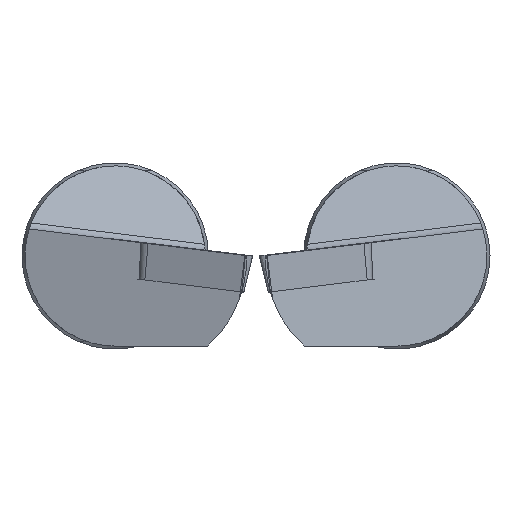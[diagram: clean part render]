
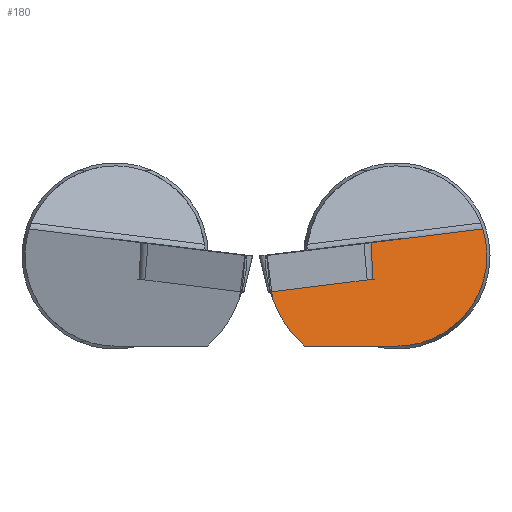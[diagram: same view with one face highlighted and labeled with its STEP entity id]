
A CAD part, left-side view. The second image highlights one B-rep face of the part: STEP entity #180.
In plain terms, the highlighted planar face has unit normal (-0.954, -0.298, 0.037).
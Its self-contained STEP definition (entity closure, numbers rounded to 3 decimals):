
#128=ELLIPSE('',#971,8.104,7.69);
#129=ELLIPSE('',#972,6.081,5.8);
#180=ADVANCED_FACE('',(#272),#239,.F.);
#239=PLANE('',#973);
#272=FACE_OUTER_BOUND('',#316,.T.);
#316=EDGE_LOOP('',(#497,#498,#499,#500,#501));
#392=LINE('',#1304,#438);
#396=LINE('',#1342,#442);
#397=LINE('',#1345,#443);
#438=VECTOR('',#1069,1.);
#442=VECTOR('',#1077,1.);
#443=VECTOR('',#1078,1.);
#497=ORIENTED_EDGE('',*,*,#827,.F.);
#498=ORIENTED_EDGE('',*,*,#828,.F.);
#499=ORIENTED_EDGE('',*,*,#829,.T.);
#500=ORIENTED_EDGE('',*,*,#820,.F.);
#501=ORIENTED_EDGE('',*,*,#830,.F.);
#734=VERTEX_POINT('',#1305);
#735=VERTEX_POINT('',#1306);
#741=VERTEX_POINT('',#1343);
#742=VERTEX_POINT('',#1344);
#743=VERTEX_POINT('',#1346);
#820=EDGE_CURVE('',#734,#735,#392,.T.);
#827=EDGE_CURVE('',#741,#742,#396,.T.);
#828=EDGE_CURVE('',#743,#741,#397,.T.);
#829=EDGE_CURVE('',#743,#735,#128,.T.);
#830=EDGE_CURVE('',#742,#734,#129,.T.);
#971=AXIS2_PLACEMENT_3D('',#1347,#1079,#1080);
#972=AXIS2_PLACEMENT_3D('',#1348,#1081,#1082);
#973=AXIS2_PLACEMENT_3D('',#1349,#1083,#1084);
#1069=DIRECTION('',(-0.299,0.954,0.));
#1077=DIRECTION('',(0.301,-0.947,0.116));
#1078=DIRECTION('',(0.,0.122,0.993));
#1079=DIRECTION('',(-0.954,-0.298,0.037));
#1080=DIRECTION('',(-0.301,0.947,-0.116));
#1081=DIRECTION('',(0.954,0.298,-0.037));
#1082=DIRECTION('',(-0.301,0.947,-0.116));
#1083=DIRECTION('',(0.954,0.298,-0.037));
#1084=DIRECTION('',(0.299,-0.954,0.));
#1304=CARTESIAN_POINT('',(1.352,-3.561,-5.775));
#1305=CARTESIAN_POINT('',(3.074,-9.063,-5.775));
#1306=CARTESIAN_POINT('',(1.212,-3.113,-5.775));
#1342=CARTESIAN_POINT('',(0.688,-0.722,0.058));
#1343=CARTESIAN_POINT('',(0.688,-0.722,0.058));
#1344=CARTESIAN_POINT('',(5.096,-14.597,1.762));
#1345=CARTESIAN_POINT('',(0.688,-3.769,-24.755));
#1346=CARTESIAN_POINT('',(0.688,-1.073,-2.8));
#1347=CARTESIAN_POINT('',(3.055,-8.301,-0.069));
#1348=CARTESIAN_POINT('',(3.297,-9.063,0.025));
#1349=CARTESIAN_POINT('',(0.688,-3.769,-24.755));
